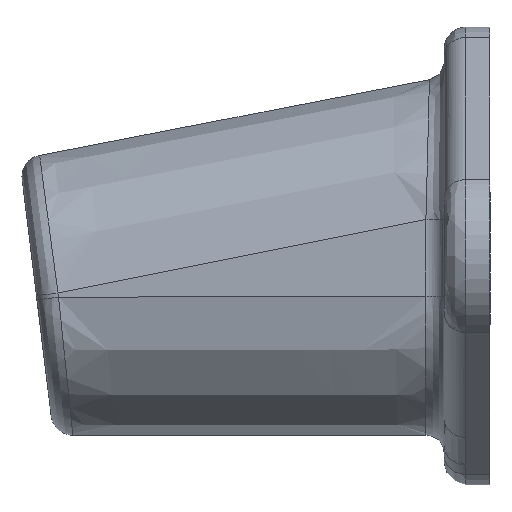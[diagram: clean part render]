
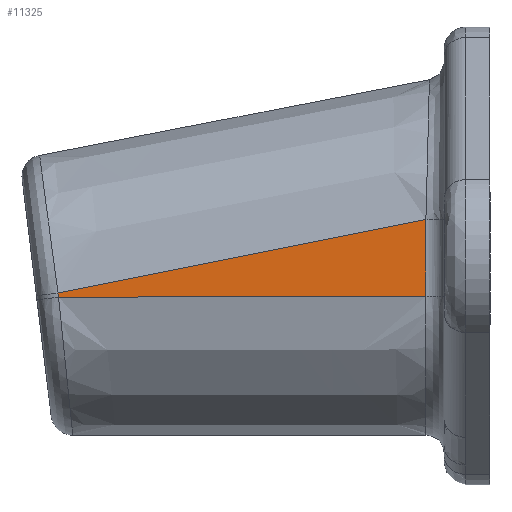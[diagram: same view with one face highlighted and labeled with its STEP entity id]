
A CAD part, left-side view. The second image highlights one B-rep face of the part: STEP entity #11325.
In plain terms, the highlighted free-form (B-spline) face has degree [1, 1] with [2, 2] control points.
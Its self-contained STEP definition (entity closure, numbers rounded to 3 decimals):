
#15 = CARTESIAN_POINT ( 'NONE',  ( -30.35, 13.475, -8.792 ) ) ;
#312 = CARTESIAN_POINT ( 'NONE',  ( -30.35, 14., -8.793 ) ) ;
#361 = VERTEX_POINT ( 'NONE', #8443 ) ;
#993 = CARTESIAN_POINT ( 'NONE',  ( -30.35, 13.518, 8.085 ) ) ;
#1419 = CARTESIAN_POINT ( 'NONE',  ( -30.35, 14., 7.984 ) ) ;
#1622 = CARTESIAN_POINT ( 'NONE',  ( -30.35, 94.291, -8.383 ) ) ;
#2035 = FACE_OUTER_BOUND ( 'NONE', #7093, .T. ) ;
#2103 = CARTESIAN_POINT ( 'NONE',  ( -30.35, 40.776, 2.63 ) ) ;
#2348 = B_SPLINE_CURVE_WITH_KNOTS ( 'NONE', 3,
 ( #5556, #1622, #6540, #3454 ),
 .UNSPECIFIED., .F., .F.,
 ( 4, 4 ),
 ( 0., 1. ),
 .UNSPECIFIED. ) ;
#2945 = ORIENTED_EDGE ( 'NONE', *, *, #7060, .T. ) ;
#3262 = VERTEX_POINT ( 'NONE', #4266 ) ;
#3318 = B_SPLINE_CURVE_WITH_KNOTS ( 'NONE', 1,
 ( #12191, #4393 ),
 .UNSPECIFIED., .F., .F.,
 ( 2, 2 ),
 ( 0., 1. ),
 .UNSPECIFIED. ) ;
#3454 = CARTESIAN_POINT ( 'NONE',  ( -30.35, 94.216, -8.997 ) ) ;
#4198 = CARTESIAN_POINT ( 'NONE',  ( -30.35, 67.553, -2.723 ) ) ;
#4266 = CARTESIAN_POINT ( 'NONE',  ( -30.35, 94.216, -8.997 ) ) ;
#4393 = CARTESIAN_POINT ( 'NONE',  ( -30.35, 14., -8.793 ) ) ;
#4978 = CARTESIAN_POINT ( 'NONE',  ( -30.35, 94.809, -8.999 ) ) ;
#5556 = CARTESIAN_POINT ( 'NONE',  ( -30.35, 94.329, -8.076 ) ) ;
#5779 = ORIENTED_EDGE ( 'NONE', *, *, #10676, .T. ) ;
#6303 = EDGE_CURVE ( 'NONE', #7480, #361, #7866, .T. ) ;
#6540 = CARTESIAN_POINT ( 'NONE',  ( -30.35, 94.254, -8.69 ) ) ;
#6587 = CARTESIAN_POINT ( 'NONE',  ( -30.35, 14., 7.984 ) ) ;
#6931 = CARTESIAN_POINT ( 'NONE',  ( -30.35, 14., 7.984 ) ) ;
#7060 = EDGE_CURVE ( 'NONE', #7513, #3262, #2348, .T. ) ;
#7093 = EDGE_LOOP ( 'NONE', ( #11012, #10491, #5779, #2945 ) ) ;
#7480 = VERTEX_POINT ( 'NONE', #6587 ) ;
#7513 = VERTEX_POINT ( 'NONE', #7770 ) ;
#7529 = B_SPLINE_CURVE_WITH_KNOTS ( 'NONE', 3,
 ( #6931, #2103, #4198, #10040 ),
 .UNSPECIFIED., .F., .F.,
 ( 4, 4 ),
 ( 0., 1. ),
 .UNSPECIFIED. ) ;
#7770 = CARTESIAN_POINT ( 'NONE',  ( -30.35, 94.329, -8.076 ) ) ;
#7866 = B_SPLINE_CURVE_WITH_KNOTS ( 'NONE', 1,
 ( #1419, #312 ),
 .UNSPECIFIED., .F., .F.,
 ( 2, 2 ),
 ( -1., 0. ),
 .UNSPECIFIED. ) ;
#8443 = CARTESIAN_POINT ( 'NONE',  ( -30.35, 14., -8.793 ) ) ;
#10040 = CARTESIAN_POINT ( 'NONE',  ( -30.35, 94.329, -8.076 ) ) ;
#10491 = ORIENTED_EDGE ( 'NONE', *, *, #6303, .F. ) ;
#10676 = EDGE_CURVE ( 'NONE', #7480, #7513, #7529, .T. ) ;
#10931 = EDGE_CURVE ( 'NONE', #3262, #361, #3318, .T. ) ;
#11012 = ORIENTED_EDGE ( 'NONE', *, *, #10931, .T. ) ;
#11110 = B_SPLINE_SURFACE_WITH_KNOTS ( 'NONE', 1, 1, ( 
 ( #4978, #11876 ),
 ( #15, #993 ) ),
 .UNSPECIFIED., .F., .F., .F.,
 ( 2, 2 ),
 ( 2, 2 ),
 ( 0., 1. ),
 ( 0., 1. ),
 .UNSPECIFIED. ) ;
#11325 = ADVANCED_FACE ( 'NONE', ( #2035 ), #11110, .T. ) ;
#11876 = CARTESIAN_POINT ( 'NONE',  ( -30.35, 94.852, 7.879 ) ) ;
#12191 = CARTESIAN_POINT ( 'NONE',  ( -30.35, 94.216, -8.997 ) ) ;
